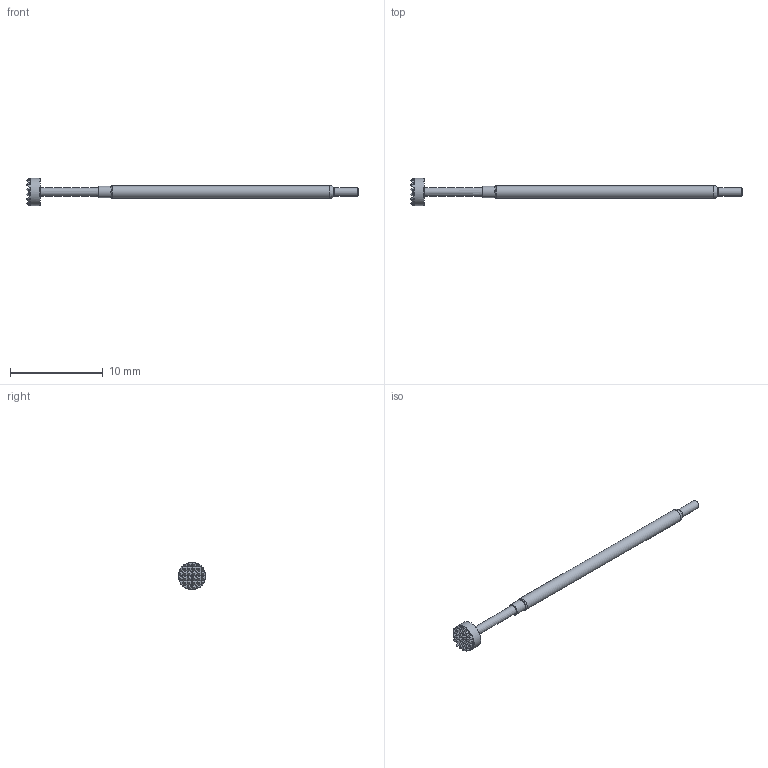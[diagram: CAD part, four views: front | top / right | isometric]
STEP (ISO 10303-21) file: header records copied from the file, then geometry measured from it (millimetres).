
FILE_DESCRIPTION (( 'STEP AP214' ), '1' );
FILE_NAME ('X75-4019.STEP', '2020-10-05T19:02:01', ( '' ), ( '' ), 'SwSTEP 2.0', 'SolidWorks 2019', '' );
FILE_SCHEMA (( 'AUTOMOTIVE_DESIGN' ));
Length unit declared in the file: inch
Products named in the file (1): X75-4019
Bounding box: 35.81 x 2.95 x 2.95 mm (x, y, z)
Volume: 51.4 mm3; surface area: 165.8 mm2
Topology: 1 solids, 1 shells, 236 faces, 661 edges, 427 vertices
Faces by surface type: cone 149, bspline 44, plane 35, cylinder 4, torus 4
Full cylindrical faces by diameter (mm): 0.922 x1, 1.232 x1, 1.367 x1, 2.946 x1
Entity records: 12809 total; most frequent: CARTESIAN_POINT 4769, ORIENTED_EDGE 1286, DIRECTION 668, EDGE_CURVE 643, B_SPLINE_CURVE_WITH_KNOTS 502, VERTEX_POINT 424, AXIS2_PLACEMENT_3D 334, EDGE_LOOP 251
